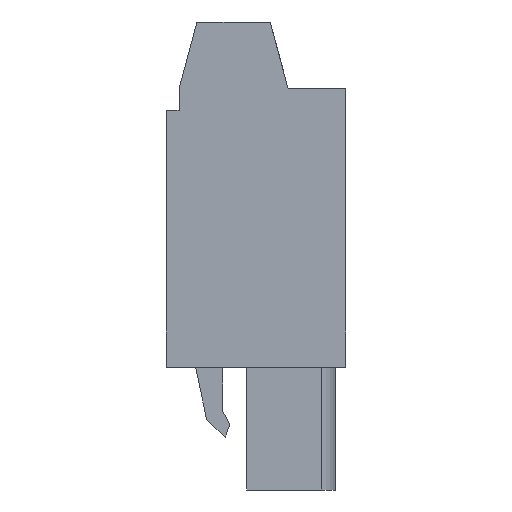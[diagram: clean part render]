
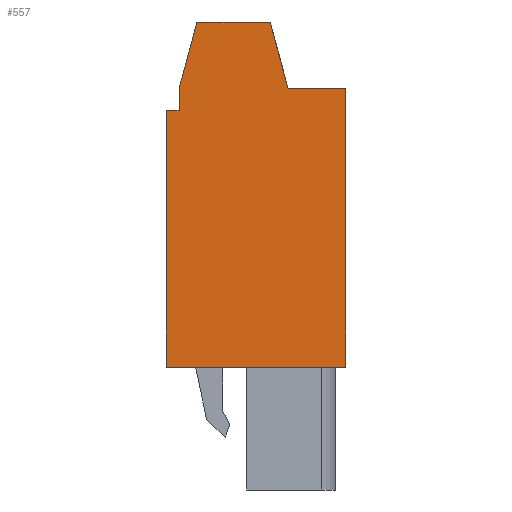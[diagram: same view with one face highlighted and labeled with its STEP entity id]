
A CAD part, left-side view. The second image highlights one B-rep face of the part: STEP entity #557.
In plain terms, the highlighted planar face has unit normal (-1, 0, 0).
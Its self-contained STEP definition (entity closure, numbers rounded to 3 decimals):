
#497=AXIS2_PLACEMENT_3D('Plane Axis2P3D',#494,#495,#496) ;
#49=CARTESIAN_POINT('Vertex',(0.,12.2,25.8)) ;
#52=CARTESIAN_POINT('Line Origine',(0.,11.763,25.8)) ;
#56=CARTESIAN_POINT('Vertex',(0.,11.325,25.8)) ;
#426=CARTESIAN_POINT('Line Origine',(0.,11.325,26.55)) ;
#430=CARTESIAN_POINT('Vertex',(0.,11.325,27.3)) ;
#494=CARTESIAN_POINT('Axis2P3D Location',(0.,-0.45,0.)) ;
#499=CARTESIAN_POINT('Line Origine',(0.,6.1,8.35)) ;
#503=CARTESIAN_POINT('Vertex',(0.,12.2,8.35)) ;
#505=CARTESIAN_POINT('Vertex',(0.,0.,8.35)) ;
#508=CARTESIAN_POINT('Line Origine',(0.,0.,17.825)) ;
#512=CARTESIAN_POINT('Vertex',(0.,0.,27.3)) ;
#515=CARTESIAN_POINT('Line Origine',(0.,1.963,27.3)) ;
#519=CARTESIAN_POINT('Vertex',(0.,3.925,27.3)) ;
#522=CARTESIAN_POINT('Line Origine',(0.,4.528,29.55)) ;
#526=CARTESIAN_POINT('Vertex',(0.,5.131,31.8)) ;
#529=CARTESIAN_POINT('Line Origine',(0.,7.625,31.8)) ;
#533=CARTESIAN_POINT('Vertex',(0.,10.119,31.8)) ;
#536=CARTESIAN_POINT('Line Origine',(0.,10.722,29.55)) ;
#541=CARTESIAN_POINT('Line Origine',(0.,12.2,17.075)) ;
#53=DIRECTION('Vector Direction',(0.,1.,0.)) ;
#427=DIRECTION('Vector Direction',(0.,0.,-1.)) ;
#495=DIRECTION('Axis2P3D Direction',(-1.,0.,0.)) ;
#496=DIRECTION('Axis2P3D XDirection',(0.,0.,1.)) ;
#500=DIRECTION('Vector Direction',(0.,-1.,0.)) ;
#509=DIRECTION('Vector Direction',(0.,0.,1.)) ;
#516=DIRECTION('Vector Direction',(0.,1.,0.)) ;
#523=DIRECTION('Vector Direction',(0.,0.259,0.966)) ;
#530=DIRECTION('Vector Direction',(0.,1.,0.)) ;
#537=DIRECTION('Vector Direction',(0.,0.259,-0.966)) ;
#542=DIRECTION('Vector Direction',(0.,0.,-1.)) ;
#54=VECTOR('Line Direction',#53,1.) ;
#428=VECTOR('Line Direction',#427,1.) ;
#501=VECTOR('Line Direction',#500,1.) ;
#510=VECTOR('Line Direction',#509,1.) ;
#517=VECTOR('Line Direction',#516,1.) ;
#524=VECTOR('Line Direction',#523,1.) ;
#531=VECTOR('Line Direction',#530,1.) ;
#538=VECTOR('Line Direction',#537,1.) ;
#543=VECTOR('Line Direction',#542,1.) ;
#547=ORIENTED_EDGE('',*,*,#507,.T.) ;
#548=ORIENTED_EDGE('',*,*,#514,.T.) ;
#549=ORIENTED_EDGE('',*,*,#521,.T.) ;
#550=ORIENTED_EDGE('',*,*,#528,.T.) ;
#551=ORIENTED_EDGE('',*,*,#535,.T.) ;
#552=ORIENTED_EDGE('',*,*,#540,.T.) ;
#553=ORIENTED_EDGE('',*,*,#432,.T.) ;
#554=ORIENTED_EDGE('',*,*,#58,.T.) ;
#555=ORIENTED_EDGE('',*,*,#545,.T.) ;
#557=ADVANCED_FACE('HOUSING',(#556),#498,.T.) ;
#58=EDGE_CURVE('',#57,#50,#55,.T.) ;
#432=EDGE_CURVE('',#431,#57,#429,.T.) ;
#507=EDGE_CURVE('',#504,#506,#502,.T.) ;
#514=EDGE_CURVE('',#506,#513,#511,.T.) ;
#521=EDGE_CURVE('',#513,#520,#518,.T.) ;
#528=EDGE_CURVE('',#520,#527,#525,.T.) ;
#535=EDGE_CURVE('',#527,#534,#532,.T.) ;
#540=EDGE_CURVE('',#534,#431,#539,.T.) ;
#545=EDGE_CURVE('',#50,#504,#544,.T.) ;
#546=EDGE_LOOP('',(#547,#548,#549,#550,#551,#552,#553,#554,#555)) ;
#556=FACE_OUTER_BOUND('',#546,.T.) ;
#55=LINE('Line',#52,#54) ;
#429=LINE('Line',#426,#428) ;
#502=LINE('Line',#499,#501) ;
#511=LINE('Line',#508,#510) ;
#518=LINE('Line',#515,#517) ;
#525=LINE('Line',#522,#524) ;
#532=LINE('Line',#529,#531) ;
#539=LINE('Line',#536,#538) ;
#544=LINE('Line',#541,#543) ;
#498=PLANE('',#497) ;
#50=VERTEX_POINT('',#49) ;
#57=VERTEX_POINT('',#56) ;
#431=VERTEX_POINT('',#430) ;
#504=VERTEX_POINT('',#503) ;
#506=VERTEX_POINT('',#505) ;
#513=VERTEX_POINT('',#512) ;
#520=VERTEX_POINT('',#519) ;
#527=VERTEX_POINT('',#526) ;
#534=VERTEX_POINT('',#533) ;
